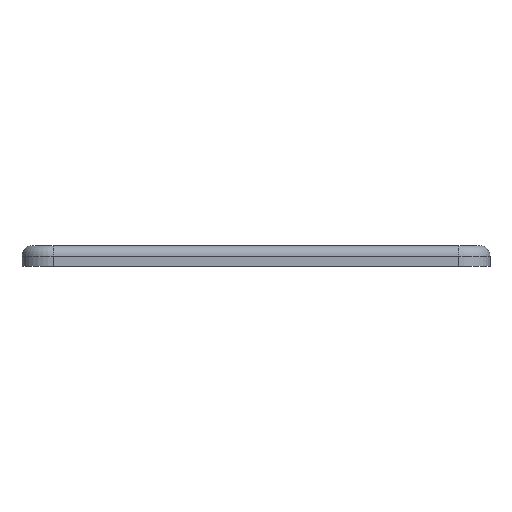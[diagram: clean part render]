
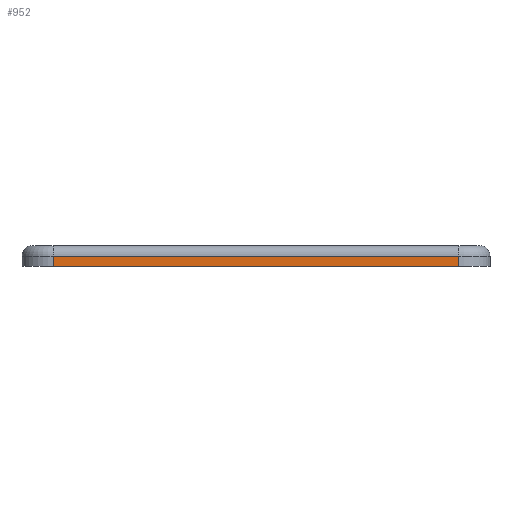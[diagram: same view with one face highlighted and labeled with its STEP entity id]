
A CAD part, left-side view. The second image highlights one B-rep face of the part: STEP entity #952.
In plain terms, the highlighted planar face has unit normal (-1, 0, 0).
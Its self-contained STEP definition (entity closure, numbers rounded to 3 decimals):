
#12 = FACE_OUTER_BOUND ( 'NONE', #815, .T. ) ;
#26 = CARTESIAN_POINT ( 'NONE',  ( -62.5, 45., 0. ) ) ;
#77 = DIRECTION ( 'NONE',  ( 1., 0., 0. ) ) ;
#105 = CARTESIAN_POINT ( 'NONE',  ( -62.5, -39., 0. ) ) ;
#111 = EDGE_CURVE ( 'NONE', #1653, #1560, #560, .T. ) ;
#116 = CARTESIAN_POINT ( 'NONE',  ( -62.5, 39., 2. ) ) ;
#191 = VECTOR ( 'NONE', #1080, 1000. ) ;
#202 = EDGE_CURVE ( 'NONE', #422, #1653, #1522, .T. ) ;
#243 = ORIENTED_EDGE ( 'NONE', *, *, #111, .T. ) ;
#248 = VECTOR ( 'NONE', #1367, 1000. ) ;
#381 = CARTESIAN_POINT ( 'NONE',  ( -62.5, -39., 2. ) ) ;
#422 = VERTEX_POINT ( 'NONE', #105 ) ;
#432 = CARTESIAN_POINT ( 'NONE',  ( -62.5, 39., 0. ) ) ;
#458 = PLANE ( 'NONE',  #1148 ) ;
#530 = LINE ( 'NONE', #26, #191 ) ;
#560 = LINE ( 'NONE', #1487, #1413 ) ;
#633 = LINE ( 'NONE', #1615, #248 ) ;
#694 = EDGE_CURVE ( 'NONE', #708, #422, #530, .T. ) ;
#706 = ORIENTED_EDGE ( 'NONE', *, *, #694, .T. ) ;
#708 = VERTEX_POINT ( 'NONE', #432 ) ;
#723 = CARTESIAN_POINT ( 'NONE',  ( -62.5, 45., 4. ) ) ;
#802 = CARTESIAN_POINT ( 'NONE',  ( -62.5, -39., 4. ) ) ;
#815 = EDGE_LOOP ( 'NONE', ( #1351, #243, #966, #706 ) ) ;
#938 = DIRECTION ( 'NONE',  ( 0., 1., 0. ) ) ;
#952 = ADVANCED_FACE ( 'NONE', ( #12 ), #458, .F. ) ;
#966 = ORIENTED_EDGE ( 'NONE', *, *, #1183, .T. ) ;
#1080 = DIRECTION ( 'NONE',  ( 0., -1., 0. ) ) ;
#1139 = DIRECTION ( 'NONE',  ( 0., 1., 0. ) ) ;
#1148 = AXIS2_PLACEMENT_3D ( 'NONE', #723, #77, #1139 ) ;
#1183 = EDGE_CURVE ( 'NONE', #1560, #708, #633, .T. ) ;
#1238 = DIRECTION ( 'NONE',  ( 0., 0., 1. ) ) ;
#1351 = ORIENTED_EDGE ( 'NONE', *, *, #202, .T. ) ;
#1367 = DIRECTION ( 'NONE',  ( 0., 0., -1. ) ) ;
#1413 = VECTOR ( 'NONE', #938, 1000. ) ;
#1487 = CARTESIAN_POINT ( 'NONE',  ( -62.5, 39., 2. ) ) ;
#1522 = LINE ( 'NONE', #802, #1663 ) ;
#1560 = VERTEX_POINT ( 'NONE', #116 ) ;
#1615 = CARTESIAN_POINT ( 'NONE',  ( -62.5, 39., 4. ) ) ;
#1653 = VERTEX_POINT ( 'NONE', #381 ) ;
#1663 = VECTOR ( 'NONE', #1238, 1000. ) ;
